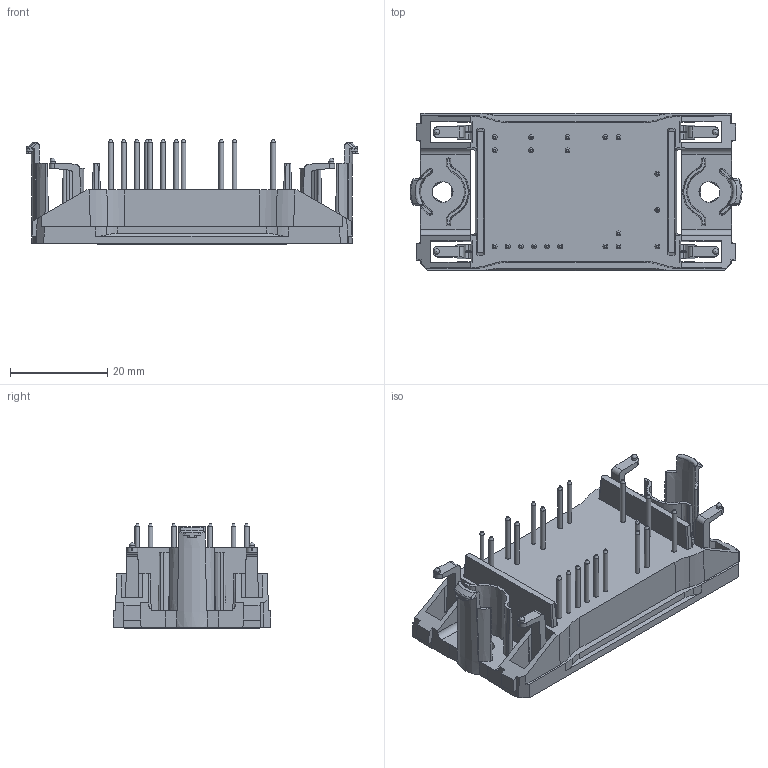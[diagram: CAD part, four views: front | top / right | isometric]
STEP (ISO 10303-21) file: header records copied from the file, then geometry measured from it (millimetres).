
FILE_DESCRIPTION( ( 'Unknown' ), '1' );
FILE_NAME( 'Flow0-2C17W-P540(200)-01-OL.stp', 'Unknown', ( 'Unknown' ), ( 'Unknown' ), 'PSStep 16.0.42', 'Unknown', ' ' );
FILE_SCHEMA( ( 'AUTOMOTIVE_DESIGN { 1 0 10303 214 1 1 1 1 }' ) );
Length unit declared in the file: millimetre
Products named in the file (1): 1
Bounding box: 68.4 x 32.5 x 21.43 mm (x, y, z)
Volume: 17853.9 mm3; surface area: 10454.4 mm2
Topology: 1 solids, 1 shells, 449 faces, 1190 edges, 760 vertices
Faces by surface type: plane 273, cylinder 110, cone 54, bspline 4, torus 4, sphere 4
Full cylindrical faces by diameter (mm): 1 x20, 1.1 x4
Entity records: 17324 total; most frequent: CARTESIAN_POINT 2610, DIRECTION 2320, ORIENTED_EDGE 2260, EDGE_CURVE 1130, AXIS2_PLACEMENT_3D 788, VERTEX_POINT 756, LINE 744, VECTOR 744
